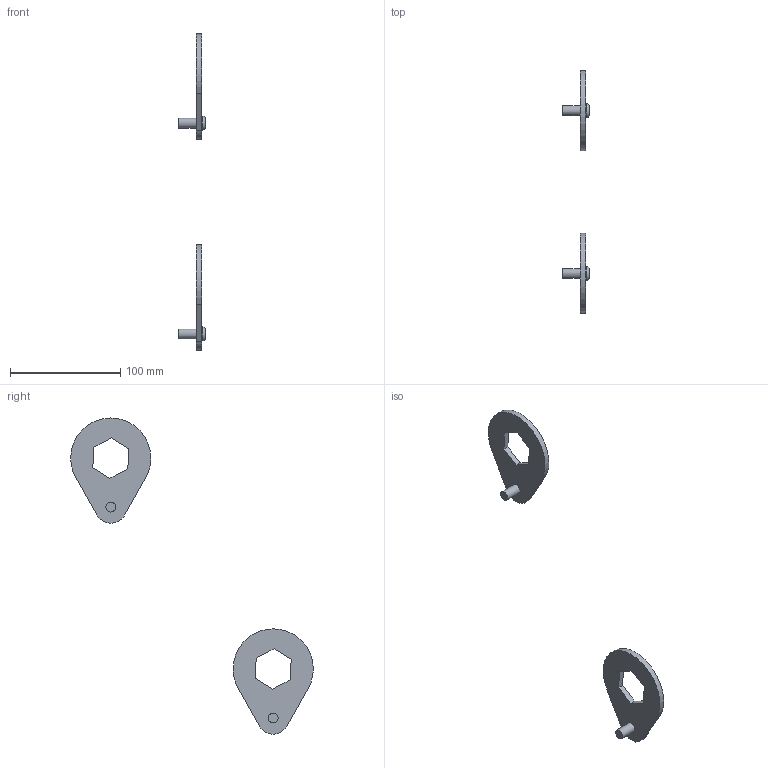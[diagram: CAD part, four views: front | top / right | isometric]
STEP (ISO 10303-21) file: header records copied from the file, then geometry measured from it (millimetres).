
FILE_DESCRIPTION( ( '' ), ' ' );
FILE_NAME( '5dd53ae6e4eb0915523d6622.step', '2019-11-20T13:08:54', ( '' ), ( '' ), ' ', ' ', ' ' );
FILE_SCHEMA( ( 'AUTOMOTIVE_DESIGN { 1 0 10303 214 1 1 1 1 }' ) );
Length unit declared in the file: metre
Products named in the file (2): Part 29; Part 11
Bounding box: 24.13 x 219.95 x 286.51 mm (x, y, z)
Volume: 44121.2 mm3; surface area: 21122.4 mm2
Topology: 2 solids, 2 shells, 34 faces, 76 edges, 50 vertices
Faces by surface type: plane 24, cylinder 8, torus 2
Full cylindrical faces by diameter (mm): 8.89 x2, 12.7 x2
Entity records: 1218 total; most frequent: DIRECTION 160, CARTESIAN_POINT 156, ORIENTED_EDGE 140, EDGE_CURVE 70, AXIS2_PLACEMENT_3D 54, LINE 52, VECTOR 52, VERTEX_POINT 50
